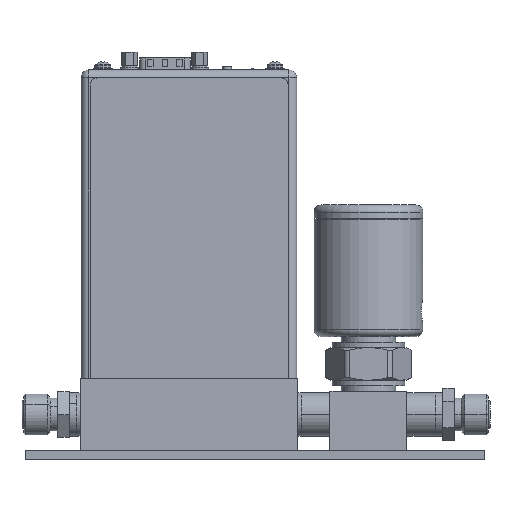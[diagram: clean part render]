
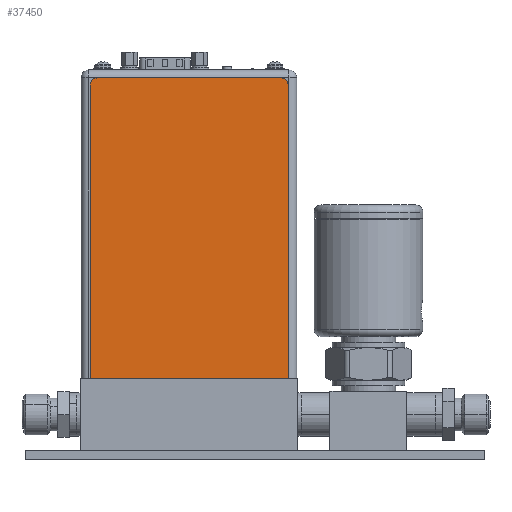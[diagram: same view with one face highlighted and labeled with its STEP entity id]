
A CAD part, top view. The second image highlights one B-rep face of the part: STEP entity #37450.
In plain terms, the highlighted planar face has unit normal (0, 0, 1).
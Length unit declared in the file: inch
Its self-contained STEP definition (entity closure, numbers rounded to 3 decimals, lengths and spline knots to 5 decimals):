
#37283=CARTESIAN_POINT('',(2.63,4.04,0.004));
#37284=DIRECTION('',(0.,0.,1.));
#37285=DIRECTION('',(1.,0.,0.));
#37286=AXIS2_PLACEMENT_3D('',#37283,#37284,#37285);
#37288=DIRECTION('',(0.,1.,0.));
#37289=VECTOR('',#37288,4.04);
#37290=CARTESIAN_POINT('',(2.73,0.,0.004));
#37291=LINE('',#37290,#37289);
#37292=DIRECTION('',(1.,0.,0.));
#37293=VECTOR('',#37292,2.73);
#37294=CARTESIAN_POINT('',(0.,0.,0.004));
#37295=LINE('',#37294,#37293);
#37296=DIRECTION('',(0.,-1.,0.));
#37297=VECTOR('',#37296,4.04);
#37298=CARTESIAN_POINT('',(0.,4.04,0.004));
#37299=LINE('',#37298,#37297);
#37300=CARTESIAN_POINT('',(0.1,4.04,0.004));
#37301=DIRECTION('',(0.,0.,1.));
#37302=DIRECTION('',(0.,1.,0.));
#37303=AXIS2_PLACEMENT_3D('',#37300,#37301,#37302);
#37305=DIRECTION('',(-1.,0.,0.));
#37306=VECTOR('',#37305,2.53);
#37307=CARTESIAN_POINT('',(2.63,4.14,0.004));
#37308=LINE('',#37307,#37306);
#37313=CARTESIAN_POINT('',(0.,0.,0.004));
#37314=CARTESIAN_POINT('',(2.73,0.,0.004));
#37315=VERTEX_POINT('',#37313);
#37316=VERTEX_POINT('',#37314);
#37321=CARTESIAN_POINT('',(2.73,4.04,0.004));
#37322=VERTEX_POINT('',#37321);
#37323=CARTESIAN_POINT('',(2.63,4.14,0.004));
#37324=VERTEX_POINT('',#37323);
#37329=CARTESIAN_POINT('',(0.1,4.14,0.004));
#37330=VERTEX_POINT('',#37329);
#37331=CARTESIAN_POINT('',(0.,4.04,0.004));
#37332=VERTEX_POINT('',#37331);
#37437=CARTESIAN_POINT('',(0.,0.,0.004));
#37438=DIRECTION('',(0.,0.,1.));
#37439=DIRECTION('',(1.,0.,0.));
#37440=AXIS2_PLACEMENT_3D('',#37437,#37438,#37439);
#37441=PLANE('',#37440);
#37442=ORIENTED_EDGE('',*,*,#37361,.F.);
#37443=ORIENTED_EDGE('',*,*,#37377,.F.);
#37444=ORIENTED_EDGE('',*,*,#37390,.F.);
#37445=ORIENTED_EDGE('',*,*,#37403,.F.);
#37446=ORIENTED_EDGE('',*,*,#37418,.F.);
#37447=ORIENTED_EDGE('',*,*,#37430,.F.);
#37448=EDGE_LOOP('',(#37442,#37443,#37444,#37445,#37446,#37447));
#37449=FACE_OUTER_BOUND('',#37448,.F.);
#37450=ADVANCED_FACE('',(#37449),#37441,.T.);
#37287=CIRCLE('',#37286,0.1);
#37304=CIRCLE('',#37303,0.1);
#37361=EDGE_CURVE('',#37322,#37324,#37287,.T.);
#37377=EDGE_CURVE('',#37316,#37322,#37291,.T.);
#37390=EDGE_CURVE('',#37315,#37316,#37295,.T.);
#37403=EDGE_CURVE('',#37332,#37315,#37299,.T.);
#37418=EDGE_CURVE('',#37330,#37332,#37304,.T.);
#37430=EDGE_CURVE('',#37324,#37330,#37308,.T.);
